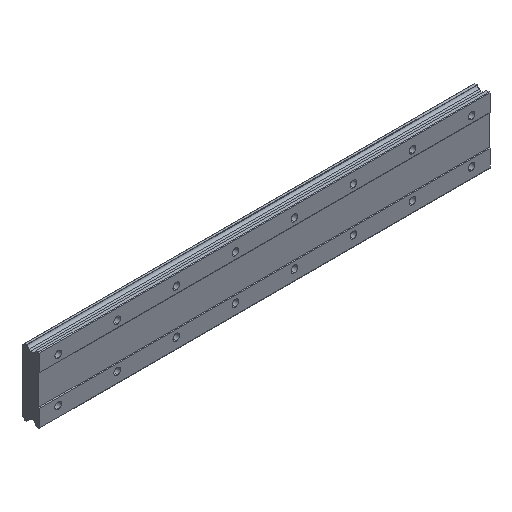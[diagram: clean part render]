
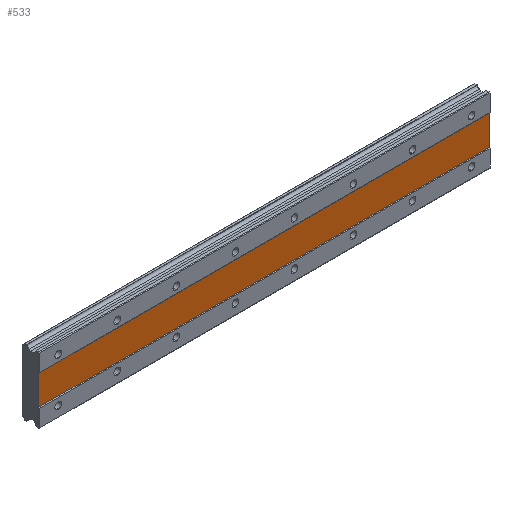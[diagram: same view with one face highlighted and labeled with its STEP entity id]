
A CAD part, isometric view. The second image highlights one B-rep face of the part: STEP entity #533.
In plain terms, the highlighted planar face has unit normal (0, -1, 0).
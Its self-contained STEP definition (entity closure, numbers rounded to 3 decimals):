
#13 = LINE ( 'NONE', #573, #2249 ) ;
#67 = VERTEX_POINT ( 'NONE', #3031 ) ;
#76 = VECTOR ( 'NONE', #2421, 1000. ) ;
#188 = LINE ( 'NONE', #1863, #76 ) ;
#458 = LINE ( 'NONE', #1182, #835 ) ;
#510 = CARTESIAN_POINT ( 'NONE',  ( -25., 1., -20. ) ) ;
#533 = ADVANCED_FACE ( 'NONE', ( #1174 ), #1797, .F. ) ;
#573 = CARTESIAN_POINT ( 'NONE',  ( 585., 1., 20. ) ) ;
#670 = DIRECTION ( 'NONE',  ( 0., 1., 0. ) ) ;
#756 = ORIENTED_EDGE ( 'NONE', *, *, #2525, .F. ) ;
#783 = EDGE_CURVE ( 'NONE', #2610, #67, #458, .T. ) ;
#835 = VECTOR ( 'NONE', #3430, 1000. ) ;
#857 = EDGE_LOOP ( 'NONE', ( #1262, #2429, #3602, #756 ) ) ;
#1108 = CARTESIAN_POINT ( 'NONE',  ( 585., 1., 20. ) ) ;
#1174 = FACE_OUTER_BOUND ( 'NONE', #857, .T. ) ;
#1180 = LINE ( 'NONE', #2320, #1903 ) ;
#1182 = CARTESIAN_POINT ( 'NONE',  ( 585., 1., 20. ) ) ;
#1244 = DIRECTION ( 'NONE',  ( 0., 0., 1. ) ) ;
#1262 = ORIENTED_EDGE ( 'NONE', *, *, #2855, .F. ) ;
#1312 = VERTEX_POINT ( 'NONE', #2994 ) ;
#1797 = PLANE ( 'NONE',  #3535 ) ;
#1863 = CARTESIAN_POINT ( 'NONE',  ( -25., 1., 20. ) ) ;
#1903 = VECTOR ( 'NONE', #2549, 1000. ) ;
#1997 = CARTESIAN_POINT ( 'NONE',  ( 585., 1., 20. ) ) ;
#2220 = EDGE_CURVE ( 'NONE', #1312, #2610, #13, .T. ) ;
#2249 = VECTOR ( 'NONE', #3411, 1000. ) ;
#2320 = CARTESIAN_POINT ( 'NONE',  ( 585., 1., -20. ) ) ;
#2421 = DIRECTION ( 'NONE',  ( 0., 0., 1. ) ) ;
#2429 = ORIENTED_EDGE ( 'NONE', *, *, #783, .F. ) ;
#2525 = EDGE_CURVE ( 'NONE', #3004, #1312, #188, .T. ) ;
#2549 = DIRECTION ( 'NONE',  ( -1., 0., 0. ) ) ;
#2610 = VERTEX_POINT ( 'NONE', #1108 ) ;
#2855 = EDGE_CURVE ( 'NONE', #67, #3004, #1180, .T. ) ;
#2994 = CARTESIAN_POINT ( 'NONE',  ( -25., 1., 20. ) ) ;
#3004 = VERTEX_POINT ( 'NONE', #510 ) ;
#3031 = CARTESIAN_POINT ( 'NONE',  ( 585., 1., -20. ) ) ;
#3411 = DIRECTION ( 'NONE',  ( 1., 0., 0. ) ) ;
#3430 = DIRECTION ( 'NONE',  ( 0., 0., -1. ) ) ;
#3535 = AXIS2_PLACEMENT_3D ( 'NONE', #1997, #670, #1244 ) ;
#3602 = ORIENTED_EDGE ( 'NONE', *, *, #2220, .F. ) ;
